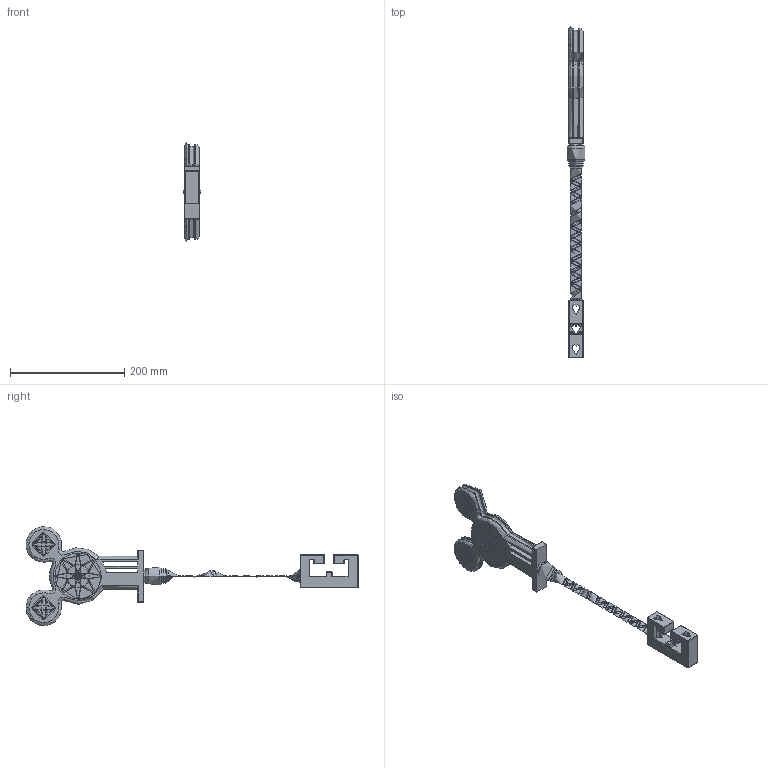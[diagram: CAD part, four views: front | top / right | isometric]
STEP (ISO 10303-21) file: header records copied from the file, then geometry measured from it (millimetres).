
FILE_DESCRIPTION(/* description */ ('STEP AP242','CAx-IF Rec.Pracs.---Representation and Presentation of Product Manufacturing Information (PMI)---4.0---2014-10-13','CAx-IF Rec.Pracs.---3D Tessellated Geometry---0.4---2014-09-14','2;1'),/* implementation_level */ '2;1');
FILE_NAME(/* name */ '6584467d95c19012d04d7104',/* time_stamp */ '2023-12-21T14:06:55Z',/* author */ (''),/* organization */ (''),/* preprocessor_version */ 'ST-DEVELOPER v19.4',/* originating_system */ ' ',/* authorisation */ ' ');
FILE_SCHEMA (('AP242_MANAGED_MODEL_BASED_3D_ENGINEERING_MIM_LF { 1 0 10303 442 1 1 4 }'));
Products named in the file (60): KEY
Bounding box: 31 x 580.68 x 172.55 mm (x, y, z)
Volume: 594524.5 mm3; surface area: 107840.3 mm2
Topology: 1 solids, 1 shells, 830 faces, 2209 edges, 1430 vertices
Faces by surface type: bspline 336, plane 229, cylinder 126, torus 107, sphere 28, cone 4
Full cylindrical faces by diameter (mm): 21.779 x1, 25 x1, 31 x1
Entity records: 57327 total; most frequent: CARTESIAN_POINT 37579, ORIENTED_EDGE 4220, DIRECTION 2487, EDGE_CURVE 2110, B_SPLINE_CURVE_WITH_KNOTS 1313, VERTEX_POINT 1305, AXIS2_PLACEMENT_3D 1096, EDGE_LOOP 867
